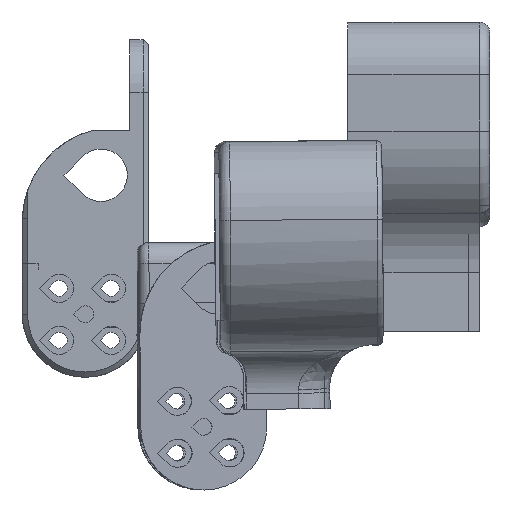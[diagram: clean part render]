
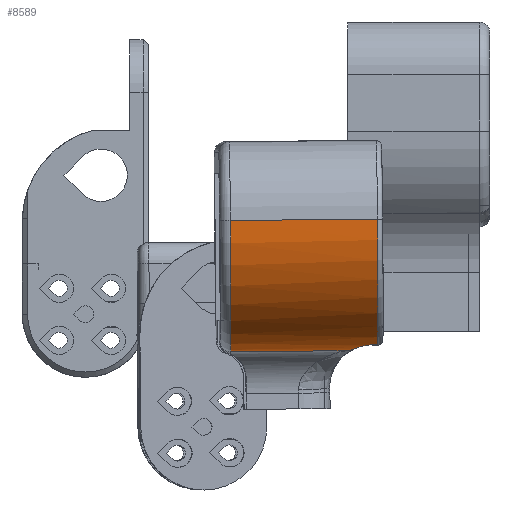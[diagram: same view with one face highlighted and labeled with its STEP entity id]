
A CAD part, front view. The second image highlights one B-rep face of the part: STEP entity #8589.
In plain terms, the highlighted cylindrical face has radius 25 mm (diameter 50 mm), a partial arc.
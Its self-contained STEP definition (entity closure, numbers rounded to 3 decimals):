
#4738=CARTESIAN_POINT('',(-135.736,-452.288,1183.822));
#4739=VERTEX_POINT('',#4738);
#4740=CARTESIAN_POINT('',(-157.366,-452.477,1183.634));
#4741=VERTEX_POINT('',#4740);
#4742=CARTESIAN_POINT('',(-135.736,-452.288,1183.822));
#4743=DIRECTION('',(-1.,-0.009,-0.009));
#4744=VECTOR('',#4743,21.631);
#4745=LINE('',#4742,#4744);
#4746=EDGE_CURVE('',#4739,#4741,#4745,.T.);
#4893=CARTESIAN_POINT('',(-157.366,-477.476,1208.631));
#4894=VERTEX_POINT('',#4893);
#4895=CARTESIAN_POINT('',(-129.368,-477.231,1208.875));
#4896=VERTEX_POINT('',#4895);
#4897=CARTESIAN_POINT('',(-157.366,-477.476,1208.631));
#4898=DIRECTION('',(1.,0.009,0.009));
#4899=VECTOR('',#4898,28.);
#4900=LINE('',#4897,#4899);
#4901=EDGE_CURVE('',#4894,#4896,#4900,.T.);
#4986=CARTESIAN_POINT('',(-129.74,-459.405,1184.925));
#4987=VERTEX_POINT('',#4986);
#5001=CARTESIAN_POINT('',(-133.92,-455.624,1184.064));
#5002=VERTEX_POINT('',#5001);
#5003=CARTESIAN_POINT('',(-129.74,-459.405,1184.925));
#5004=CARTESIAN_POINT('',(-129.867,-459.437,1184.933));
#5005=CARTESIAN_POINT('',(-129.996,-459.459,1184.938));
#5006=CARTESIAN_POINT('',(-130.129,-459.47,1184.94));
#5007=CARTESIAN_POINT('',(-130.261,-459.481,1184.942));
#5008=CARTESIAN_POINT('',(-130.394,-459.482,1184.941));
#5009=CARTESIAN_POINT('',(-130.525,-459.472,1184.936));
#5010=CARTESIAN_POINT('',(-130.655,-459.461,1184.931));
#5011=CARTESIAN_POINT('',(-130.784,-459.441,1184.924));
#5012=CARTESIAN_POINT('',(-130.912,-459.41,1184.913));
#5013=CARTESIAN_POINT('',(-131.039,-459.379,1184.902));
#5014=CARTESIAN_POINT('',(-131.166,-459.338,1184.889));
#5015=CARTESIAN_POINT('',(-131.288,-459.288,1184.873));
#5016=CARTESIAN_POINT('',(-131.409,-459.239,1184.857));
#5017=CARTESIAN_POINT('',(-131.526,-459.181,1184.839));
#5018=CARTESIAN_POINT('',(-131.638,-459.117,1184.819));
#5019=CARTESIAN_POINT('',(-131.751,-459.052,1184.799));
#5020=CARTESIAN_POINT('',(-131.861,-458.979,1184.778));
#5021=CARTESIAN_POINT('',(-131.965,-458.901,1184.755));
#5022=CARTESIAN_POINT('',(-132.174,-458.744,1184.709));
#5023=CARTESIAN_POINT('',(-132.361,-458.567,1184.66));
#5024=CARTESIAN_POINT('',(-132.532,-458.375,1184.61));
#5025=CARTESIAN_POINT('',(-132.704,-458.182,1184.559));
#5026=CARTESIAN_POINT('',(-132.86,-457.973,1184.507));
#5027=CARTESIAN_POINT('',(-133.,-457.756,1184.457));
#5028=CARTESIAN_POINT('',(-133.14,-457.539,1184.407));
#5029=CARTESIAN_POINT('',(-133.265,-457.313,1184.358));
#5030=CARTESIAN_POINT('',(-133.378,-457.081,1184.311));
#5031=CARTESIAN_POINT('',(-133.491,-456.848,1184.264));
#5032=CARTESIAN_POINT('',(-133.592,-456.608,1184.219));
#5033=CARTESIAN_POINT('',(-133.682,-456.364,1184.178));
#5034=CARTESIAN_POINT('',(-133.772,-456.12,1184.136));
#5035=CARTESIAN_POINT('',(-133.851,-455.873,1184.098));
#5036=CARTESIAN_POINT('',(-133.92,-455.624,1184.064));
#5037=B_SPLINE_CURVE_WITH_KNOTS('',3,(#5003,#5004,#5005,#5006,#5007,#5008,#5009,#5010,#5011,#5012,#5013,#5014,#5015,#5016,#5017,#5018,#5019,#5020,#5021,#5022,#5023,#5024,#5025,#5026,#5027,#5028,
#5029,#5030,#5031,#5032,#5033,#5034,#5035,#5036),.UNSPECIFIED.,.F.,.F.,(4,3,3,3,3,3,3,3,3,3,3,4),(0.03,0.03,0.031,0.031,0.031,0.032,0.032,0.033,0.034,0.034,0.035,0.036),.UNSPECIFIED.);
#5038=EDGE_CURVE('',#4987,#5002,#5037,.T.);
#6375=CARTESIAN_POINT('',(-135.74,-452.284,1183.822));
#6376=CARTESIAN_POINT('',(-135.624,-452.399,1183.823));
#6377=CARTESIAN_POINT('',(-135.514,-452.518,1183.825));
#6378=CARTESIAN_POINT('',(-135.409,-452.642,1183.828));
#6379=CARTESIAN_POINT('',(-135.304,-452.766,1183.831));
#6380=CARTESIAN_POINT('',(-135.204,-452.895,1183.834));
#6381=CARTESIAN_POINT('',(-135.11,-453.027,1183.839));
#6382=CARTESIAN_POINT('',(-134.922,-453.291,1183.849));
#6383=CARTESIAN_POINT('',(-134.758,-453.565,1183.862));
#6384=CARTESIAN_POINT('',(-134.611,-453.847,1183.882));
#6385=CARTESIAN_POINT('',(-134.317,-454.411,1183.92));
#6386=CARTESIAN_POINT('',(-134.093,-455.006,1183.979));
#6387=CARTESIAN_POINT('',(-133.92,-455.624,1184.064));
#6388=B_SPLINE_CURVE_WITH_KNOTS('',3,(#6375,#6376,#6377,#6378,#6379,#6380,#6381,#6382,#6383,#6384,#6385,#6386,#6387),.UNSPECIFIED.,.F.,.F.,(4,3,3,3,4),(0.,0.,0.001,0.002,0.004),.UNSPECIFIED.);
#6389=EDGE_CURVE('',#4739,#5002,#6388,.T.);
#7805=CARTESIAN_POINT('',(-157.584,-452.477,1208.633));
#7806=DIRECTION('',(1.,0.009,0.009));
#7807=DIRECTION('',(-0.009,0.,1.));
#7808=AXIS2_PLACEMENT_3D('',#7805,#7806,#7807);
#7809=CIRCLE('',#7808,25.);
#7810=EDGE_CURVE('',#4894,#4741,#7809,.T.);
#8280=CARTESIAN_POINT('',(-129.315,-459.401,1184.929));
#8281=VERTEX_POINT('',#8280);
#8282=CARTESIAN_POINT('',(-129.586,-452.232,1208.877));
#8283=DIRECTION('',(-1.,-0.009,-0.009));
#8284=DIRECTION('',(0.009,-0.,-1.));
#8285=AXIS2_PLACEMENT_3D('',#8282,#8283,#8284);
#8286=CIRCLE('',#8285,25.);
#8287=EDGE_CURVE('',#8281,#4896,#8286,.T.);
#8400=CARTESIAN_POINT('',(-129.74,-459.405,1184.925));
#8401=DIRECTION('',(1.,0.009,0.009));
#8402=VECTOR('',#8401,0.425);
#8403=LINE('',#8400,#8402);
#8404=EDGE_CURVE('',#4987,#8281,#8403,.T.);
#8575=CARTESIAN_POINT('',(-137.586,-452.302,1208.807));
#8576=DIRECTION('',(1.,0.009,0.009));
#8577=DIRECTION('',(0.009,-0.,-1.));
#8578=AXIS2_PLACEMENT_3D('',#8575,#8576,#8577);
#8579=CYLINDRICAL_SURFACE('',#8578,25.);
#8580=ORIENTED_EDGE('',*,*,#4746,.F.);
#8581=ORIENTED_EDGE('',*,*,#6389,.T.);
#8582=ORIENTED_EDGE('',*,*,#5038,.F.);
#8583=ORIENTED_EDGE('',*,*,#8404,.T.);
#8584=ORIENTED_EDGE('',*,*,#8287,.T.);
#8585=ORIENTED_EDGE('',*,*,#4901,.F.);
#8586=ORIENTED_EDGE('',*,*,#7810,.T.);
#8587=EDGE_LOOP('',(#8580,#8581,#8582,#8583,#8584,#8585,#8586));
#8588=FACE_BOUND('',#8587,.T.);
#8589=ADVANCED_FACE('',(#8588),#8579,.T.);
